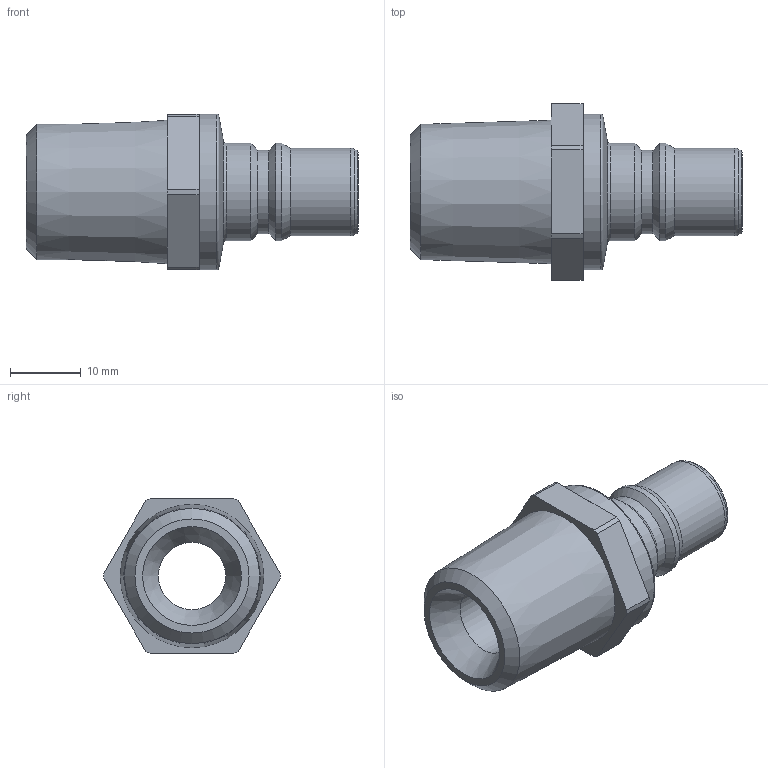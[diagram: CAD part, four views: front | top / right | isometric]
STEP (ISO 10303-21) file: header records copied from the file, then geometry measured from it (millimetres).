
FILE_DESCRIPTION(/* description */ ('STECKNIPPEL'),/* implementation_level */ '2;1');
FILE_NAME(/* name */ 'ESF 12 NA-NPT.stp',/* time_stamp */ '2024-11-06T11:49:06+01:00',/* author */ (''),/* organization */ (''),/* preprocessor_version */ 'ST-DEVELOPER v18.1',/* originating_system */ 'Autodesk Inventor 2022',/* authorisation */ '');
FILE_SCHEMA (('AUTOMOTIVE_DESIGN { 1 0 10303 214 3 1 1 }'));
Length unit declared in the file: millimetre
Products named in the file (2): ESF 12 NA-NPT; LUE_00044630
Assembly tree (1 placements, depth 2):
  ESF 12 NA-NPT
    LUE_00044630
Bounding box: 47 x 25 x 22 mm (x, y, z)
Volume: 8096.2 mm3; surface area: 4493.3 mm2
Topology: 1 solids, 1 shells, 39 faces, 94 edges, 58 vertices
Faces by surface type: plane 15, cylinder 12, cone 8, torus 4
Full cylindrical faces by diameter (mm): 9.5 x1, 11.85 x1, 12.4 x1, 13.75 x2, 22 x1
Entity records: 1267 total; most frequent: DIRECTION 228, CARTESIAN_POINT 194, ORIENTED_EDGE 188, EDGE_CURVE 94, AXIS2_PLACEMENT_3D 92, VERTEX_POINT 58, CIRCLE 50, LINE 44
